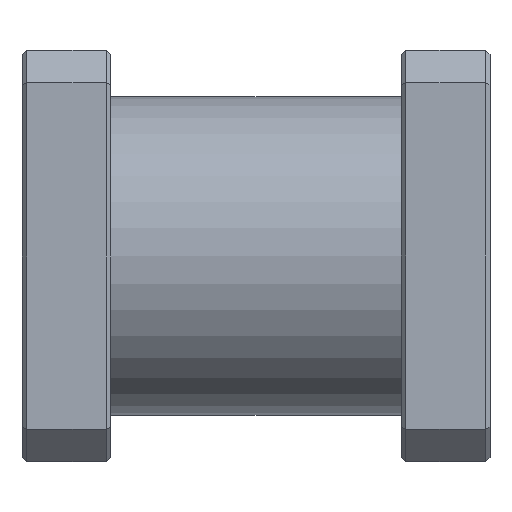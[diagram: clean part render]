
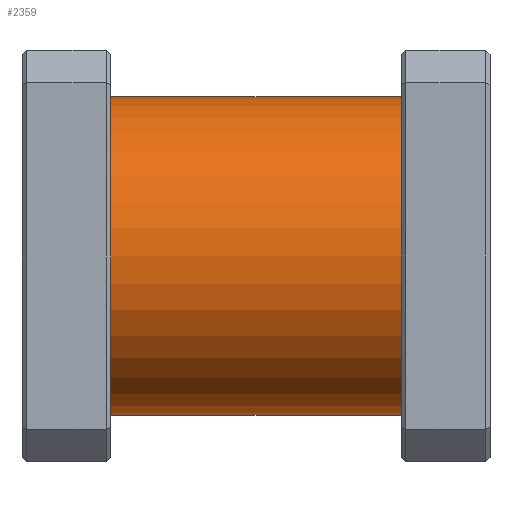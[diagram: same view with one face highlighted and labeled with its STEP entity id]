
A CAD part, front view. The second image highlights one B-rep face of the part: STEP entity #2359.
In plain terms, the highlighted cylindrical face has radius 8.636 mm (diameter 17.272 mm), a partial arc.
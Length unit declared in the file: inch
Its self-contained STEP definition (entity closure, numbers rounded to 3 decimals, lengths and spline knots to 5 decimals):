
#96 = CARTESIAN_POINT ( 'NONE',  ( 0.19, 0., -0.34 ) ) ;
#253 = CARTESIAN_POINT ( 'NONE',  ( 0.81, 0., -0.34 ) ) ;
#262 = AXIS2_PLACEMENT_3D ( 'NONE', #2371, #754, #544 ) ;
#325 = LINE ( 'NONE', #2405, #614 ) ;
#375 = CYLINDRICAL_SURFACE ( 'NONE', #262, 0.34 ) ;
#414 = ORIENTED_EDGE ( 'NONE', *, *, #943, .T. ) ;
#529 = VERTEX_POINT ( 'NONE', #96 ) ;
#544 = DIRECTION ( 'NONE',  ( 0., 0., -1. ) ) ;
#559 = VERTEX_POINT ( 'NONE', #253 ) ;
#614 = VECTOR ( 'NONE', #1127, 39.37008 ) ;
#631 = ORIENTED_EDGE ( 'NONE', *, *, #1595, .F. ) ;
#706 = EDGE_CURVE ( 'NONE', #2580, #2313, #325, .T. ) ;
#740 = FACE_OUTER_BOUND ( 'NONE', #1509, .T. ) ;
#754 = DIRECTION ( 'NONE',  ( 1., 0., 0. ) ) ;
#765 = CARTESIAN_POINT ( 'NONE',  ( 0., 0., -0.34 ) ) ;
#825 = VECTOR ( 'NONE', #1749, 39.37008 ) ;
#903 = DIRECTION ( 'NONE',  ( 1., 0., 0. ) ) ;
#943 = EDGE_CURVE ( 'NONE', #2580, #529, #2487, .T. ) ;
#980 = CIRCLE ( 'NONE', #1412, 0.34 ) ;
#1127 = DIRECTION ( 'NONE',  ( 1., 0., 0. ) ) ;
#1169 = CARTESIAN_POINT ( 'NONE',  ( 0.81, 0., 0.34 ) ) ;
#1242 = CARTESIAN_POINT ( 'NONE',  ( 0.19, 0., 0. ) ) ;
#1328 = AXIS2_PLACEMENT_3D ( 'NONE', #1242, #1578, #1822 ) ;
#1412 = AXIS2_PLACEMENT_3D ( 'NONE', #1709, #903, #2378 ) ;
#1509 = EDGE_LOOP ( 'NONE', ( #2534, #414, #2123, #631 ) ) ;
#1578 = DIRECTION ( 'NONE',  ( 1., 0., 0. ) ) ;
#1595 = EDGE_CURVE ( 'NONE', #2313, #559, #980, .T. ) ;
#1709 = CARTESIAN_POINT ( 'NONE',  ( 0.81, 0., 0. ) ) ;
#1749 = DIRECTION ( 'NONE',  ( 1., 0., 0. ) ) ;
#1822 = DIRECTION ( 'NONE',  ( 0., 0., -1. ) ) ;
#1983 = CARTESIAN_POINT ( 'NONE',  ( 0.19, 0., 0.34 ) ) ;
#2123 = ORIENTED_EDGE ( 'NONE', *, *, #2319, .T. ) ;
#2313 = VERTEX_POINT ( 'NONE', #1169 ) ;
#2319 = EDGE_CURVE ( 'NONE', #529, #559, #2602, .T. ) ;
#2359 = ADVANCED_FACE ( 'NONE', ( #740 ), #375, .T. ) ;
#2371 = CARTESIAN_POINT ( 'NONE',  ( 0., 0., 0. ) ) ;
#2378 = DIRECTION ( 'NONE',  ( 0., 0., -1. ) ) ;
#2405 = CARTESIAN_POINT ( 'NONE',  ( 0., 0., 0.34 ) ) ;
#2487 = CIRCLE ( 'NONE', #1328, 0.34 ) ;
#2534 = ORIENTED_EDGE ( 'NONE', *, *, #706, .F. ) ;
#2580 = VERTEX_POINT ( 'NONE', #1983 ) ;
#2602 = LINE ( 'NONE', #765, #825 ) ;
